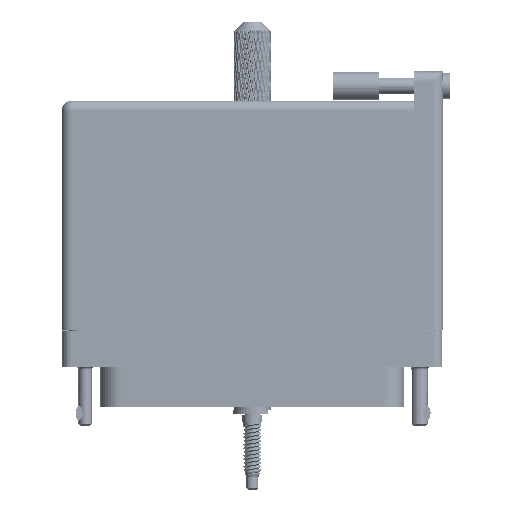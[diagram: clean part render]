
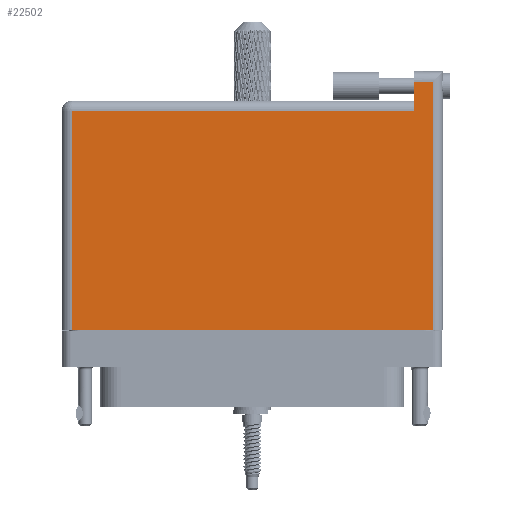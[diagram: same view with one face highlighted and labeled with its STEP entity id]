
A CAD part, front view. The second image highlights one B-rep face of the part: STEP entity #22502.
In plain terms, the highlighted face is planar.
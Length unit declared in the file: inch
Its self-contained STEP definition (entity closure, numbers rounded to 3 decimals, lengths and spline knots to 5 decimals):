
#2504 = VERTEX_POINT ( 'NONE', #87675 ) ;
#2548 = CARTESIAN_POINT ( 'NONE',  ( 1.23, -0.1, 0.4495 ) ) ;
#4550 = CARTESIAN_POINT ( 'NONE',  ( -1.23, -0.1, 0.4495 ) ) ;
#10752 = ORIENTED_EDGE ( 'NONE', *, *, #118344, .T. ) ;
#11366 = ORIENTED_EDGE ( 'NONE', *, *, #96095, .T. ) ;
#13150 = ORIENTED_EDGE ( 'NONE', *, *, #29444, .T. ) ;
#13320 = CARTESIAN_POINT ( 'NONE',  ( -1.3, 1.466, 0.4495 ) ) ;
#13379 = DIRECTION ( 'NONE',  ( -1., 0., 0. ) ) ;
#21217 = ORIENTED_EDGE ( 'NONE', *, *, #50821, .T. ) ;
#22502 = ADVANCED_FACE ( 'NONE', ( #124475 ), #82183, .F. ) ;
#29444 = EDGE_CURVE ( 'NONE', #2504, #46845, #44428, .T. ) ;
#33501 = ORIENTED_EDGE ( 'NONE', *, *, #93910, .T. ) ;
#35288 = LINE ( 'NONE', #107067, #110137 ) ;
#37452 = VERTEX_POINT ( 'NONE', #99178 ) ;
#38231 = AXIS2_PLACEMENT_3D ( 'NONE', #13320, #82612, #52680 ) ;
#44428 = LINE ( 'NONE', #4550, #110099 ) ;
#45287 = CARTESIAN_POINT ( 'NONE',  ( -1.23, -0.1, 0.4495 ) ) ;
#46845 = VERTEX_POINT ( 'NONE', #45287 ) ;
#50821 = EDGE_CURVE ( 'NONE', #85676, #98815, #119681, .T. ) ;
#52091 = ORIENTED_EDGE ( 'NONE', *, *, #79623, .T. ) ;
#52680 = DIRECTION ( 'NONE',  ( -1., 0., 0. ) ) ;
#56485 = EDGE_LOOP ( 'NONE', ( #11366, #21217, #10752, #33501, #52091, #13150 ) ) ;
#61506 = LINE ( 'NONE', #63757, #121091 ) ;
#63757 = CARTESIAN_POINT ( 'NONE',  ( -1.3, 1.596, 0.4495 ) ) ;
#68985 = DIRECTION ( 'NONE',  ( 0., -1., 0. ) ) ;
#69429 = CARTESIAN_POINT ( 'NONE',  ( 1.23, 1.666, 0.4495 ) ) ;
#70669 = DIRECTION ( 'NONE',  ( 0., 1., 0. ) ) ;
#74915 = CARTESIAN_POINT ( 'NONE',  ( -1.3, 1.396, 0.4495 ) ) ;
#76579 = CARTESIAN_POINT ( 'NONE',  ( 1.103, 1.396, 0.4495 ) ) ;
#79296 = LINE ( 'NONE', #113996, #115907 ) ;
#79623 = EDGE_CURVE ( 'NONE', #116919, #2504, #121929, .T. ) ;
#82183 = PLANE ( 'NONE',  #38231 ) ;
#82612 = DIRECTION ( 'NONE',  ( 0., 0., -1. ) ) ;
#84955 = CARTESIAN_POINT ( 'NONE',  ( 1.23, 1.596, 0.4495 ) ) ;
#85676 = VERTEX_POINT ( 'NONE', #2548 ) ;
#87675 = CARTESIAN_POINT ( 'NONE',  ( -1.23, 1.396, 0.4495 ) ) ;
#93910 = EDGE_CURVE ( 'NONE', #37452, #116919, #35288, .T. ) ;
#95954 = VECTOR ( 'NONE', #114674, 39.37008 ) ;
#96095 = EDGE_CURVE ( 'NONE', #46845, #85676, #79296, .T. ) ;
#98815 = VERTEX_POINT ( 'NONE', #84955 ) ;
#99178 = CARTESIAN_POINT ( 'NONE',  ( 1.103, 1.596, 0.4495 ) ) ;
#107067 = CARTESIAN_POINT ( 'NONE',  ( 1.103, 1.666, 0.4495 ) ) ;
#110099 = VECTOR ( 'NONE', #122968, 39.37008 ) ;
#110137 = VECTOR ( 'NONE', #68985, 39.37008 ) ;
#113996 = CARTESIAN_POINT ( 'NONE',  ( -1.3, -0.1, 0.4495 ) ) ;
#114674 = DIRECTION ( 'NONE',  ( -1., 0., 0. ) ) ;
#115140 = VECTOR ( 'NONE', #70669, 39.37008 ) ;
#115907 = VECTOR ( 'NONE', #123857, 39.37008 ) ;
#116919 = VERTEX_POINT ( 'NONE', #76579 ) ;
#118344 = EDGE_CURVE ( 'NONE', #98815, #37452, #61506, .T. ) ;
#119681 = LINE ( 'NONE', #69429, #115140 ) ;
#121091 = VECTOR ( 'NONE', #13379, 39.37008 ) ;
#121929 = LINE ( 'NONE', #74915, #95954 ) ;
#122968 = DIRECTION ( 'NONE',  ( 0., -1., 0. ) ) ;
#123857 = DIRECTION ( 'NONE',  ( 1., 0., 0. ) ) ;
#124475 = FACE_OUTER_BOUND ( 'NONE', #56485, .T. ) ;
